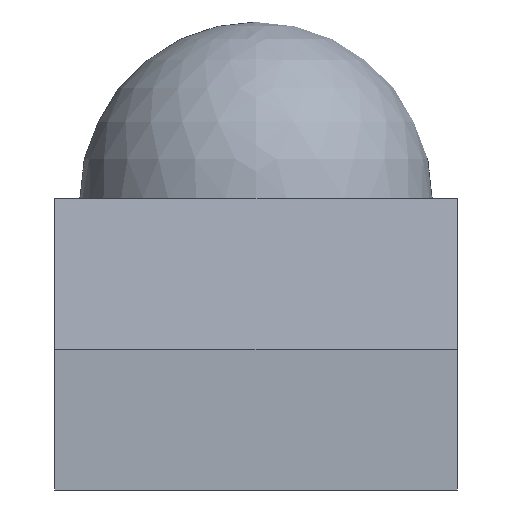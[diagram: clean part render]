
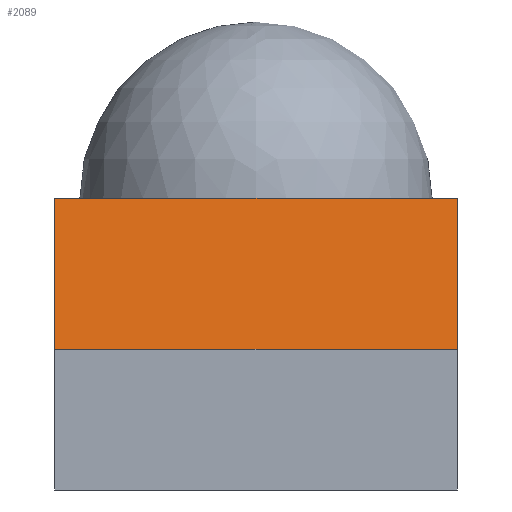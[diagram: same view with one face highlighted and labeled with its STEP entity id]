
A CAD part, left-side view. The second image highlights one B-rep face of the part: STEP entity #2089.
In plain terms, the highlighted planar face has unit normal (-0.989, 0, 0.15).
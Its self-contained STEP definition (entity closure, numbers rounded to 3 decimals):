
#594=ORIENTED_EDGE('',*,*,#884,.F.);
#595=ORIENTED_EDGE('',*,*,#885,.F.);
#596=ORIENTED_EDGE('',*,*,#886,.T.);
#597=ORIENTED_EDGE('',*,*,#887,.T.);
#884=EDGE_CURVE('',#1075,#1076,#1332,.T.);
#885=EDGE_CURVE('',#1077,#1075,#1333,.T.);
#886=EDGE_CURVE('',#1077,#1078,#1334,.T.);
#887=EDGE_CURVE('',#1078,#1076,#1335,.T.);
#1075=VERTEX_POINT('',#3944);
#1076=VERTEX_POINT('',#3945);
#1077=VERTEX_POINT('',#3947);
#1078=VERTEX_POINT('',#3949);
#1332=LINE('',#3943,#1592);
#1333=LINE('',#3946,#1593);
#1334=LINE('',#3948,#1594);
#1335=LINE('',#3950,#1595);
#1592=VECTOR('',#3213,1000.);
#1593=VECTOR('',#3214,1000.);
#1594=VECTOR('',#3215,1000.);
#1595=VECTOR('',#3216,1000.);
#1728=EDGE_LOOP('',(#594,#595,#596,#597));
#1860=FACE_BOUND('',#1728,.T.);
#1971=PLANE('',#2700);
#2089=ADVANCED_FACE('',(#1860),#1971,.T.);
#2700=AXIS2_PLACEMENT_3D('',#3942,#3211,#3212);
#3211=DIRECTION('',(-0.989,0.,0.15));
#3212=DIRECTION('',(0.15,0.,0.989));
#3213=DIRECTION('',(0.15,0.,0.989));
#3214=DIRECTION('',(0.,1.,0.));
#3215=DIRECTION('',(0.15,0.,0.989));
#3216=DIRECTION('',(0.,1.,0.));
#3942=CARTESIAN_POINT('',(-0.6,-0.4,0.25));
#3943=CARTESIAN_POINT('',(-0.6,0.4,0.25));
#3944=CARTESIAN_POINT('',(-0.6,0.4,0.25));
#3945=CARTESIAN_POINT('',(-0.55,0.4,0.58));
#3946=CARTESIAN_POINT('',(-0.6,-0.4,0.25));
#3947=CARTESIAN_POINT('',(-0.6,-0.4,0.25));
#3948=CARTESIAN_POINT('',(-0.6,-0.4,0.25));
#3949=CARTESIAN_POINT('',(-0.55,-0.4,0.58));
#3950=CARTESIAN_POINT('',(-0.55,-0.4,0.58));
